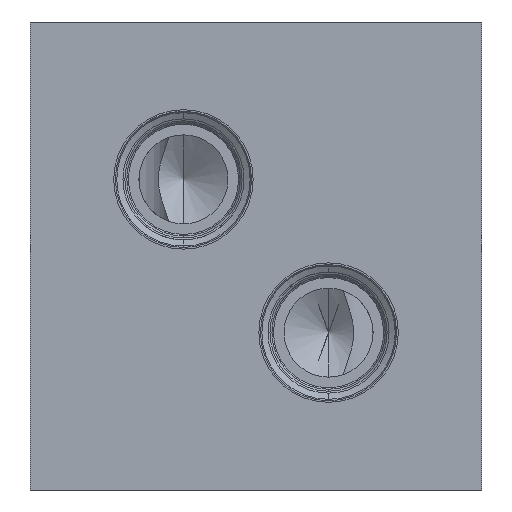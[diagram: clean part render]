
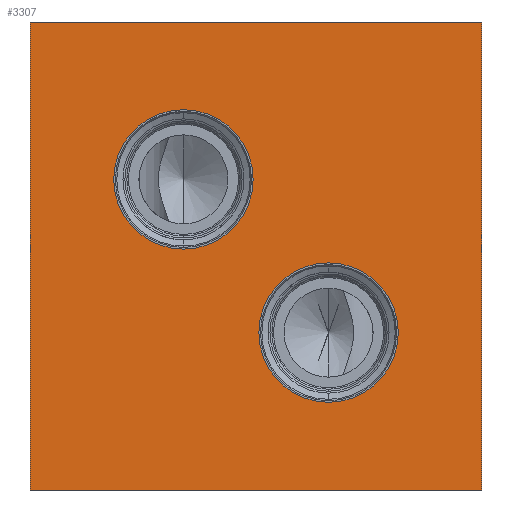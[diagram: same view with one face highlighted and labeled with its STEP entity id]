
A CAD part, front view. The second image highlights one B-rep face of the part: STEP entity #3307.
In plain terms, the highlighted planar face has unit normal (0, -1, 0).
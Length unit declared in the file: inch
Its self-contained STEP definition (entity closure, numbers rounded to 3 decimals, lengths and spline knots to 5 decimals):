
#5=DIRECTION('',(1.,0.,0.));
#6=VECTOR('',#5,3.5);
#7=CARTESIAN_POINT('',(0.,-3.5,0.));
#8=LINE('',#7,#6);
#95=DIRECTION('',(0.,0.,1.));
#96=VECTOR('',#95,3.625);
#97=CARTESIAN_POINT('',(3.5,-3.5,0.));
#98=LINE('',#97,#96);
#119=DIRECTION('',(0.,0.,1.));
#120=VECTOR('',#119,3.625);
#121=CARTESIAN_POINT('',(0.,-3.5,0.));
#122=LINE('',#121,#120);
#123=CARTESIAN_POINT('',(1.188,-3.5,2.406));
#124=DIRECTION('',(0.,1.,0.));
#125=DIRECTION('',(0.,0.,-1.));
#126=AXIS2_PLACEMENT_3D('',#123,#124,#125);
#128=CARTESIAN_POINT('',(1.188,-3.5,2.406));
#129=DIRECTION('',(0.,1.,0.));
#130=DIRECTION('',(0.,0.,1.));
#131=AXIS2_PLACEMENT_3D('',#128,#129,#130);
#133=CARTESIAN_POINT('',(2.312,-3.5,1.219));
#134=DIRECTION('',(0.,1.,0.));
#135=DIRECTION('',(0.,0.,-1.));
#136=AXIS2_PLACEMENT_3D('',#133,#134,#135);
#138=CARTESIAN_POINT('',(2.312,-3.5,1.219));
#139=DIRECTION('',(0.,1.,0.));
#140=DIRECTION('',(0.,0.,1.));
#141=AXIS2_PLACEMENT_3D('',#138,#139,#140);
#155=DIRECTION('',(1.,0.,0.));
#156=VECTOR('',#155,3.5);
#157=CARTESIAN_POINT('',(0.,-3.5,3.625));
#158=LINE('',#157,#156);
#2745=CARTESIAN_POINT('',(0.,-3.5,0.));
#2747=VERTEX_POINT('',#2745);
#2748=CARTESIAN_POINT('',(3.5,-3.5,0.));
#2749=VERTEX_POINT('',#2748);
#2753=CARTESIAN_POINT('',(0.,-3.5,3.625));
#2755=VERTEX_POINT('',#2753);
#2756=CARTESIAN_POINT('',(3.5,-3.5,3.625));
#2757=VERTEX_POINT('',#2756);
#2948=CARTESIAN_POINT('',(1.188,-3.5,1.866));
#2949=CARTESIAN_POINT('',(1.188,-3.5,2.946));
#2950=VERTEX_POINT('',#2948);
#2951=VERTEX_POINT('',#2949);
#3016=CARTESIAN_POINT('',(2.312,-3.5,0.679));
#3017=CARTESIAN_POINT('',(2.312,-3.5,1.759));
#3018=VERTEX_POINT('',#3016);
#3019=VERTEX_POINT('',#3017);
#3283=CARTESIAN_POINT('',(0.,-3.5,0.));
#3284=DIRECTION('',(0.,-1.,0.));
#3285=DIRECTION('',(1.,0.,0.));
#3286=AXIS2_PLACEMENT_3D('',#3283,#3284,#3285);
#3287=PLANE('',#3286);
#3288=ORIENTED_EDGE('',*,*,#3177,.F.);
#3289=ORIENTED_EDGE('',*,*,#3208,.T.);
#3291=ORIENTED_EDGE('',*,*,#3290,.T.);
#3292=ORIENTED_EDGE('',*,*,#3263,.F.);
#3293=EDGE_LOOP('',(#3288,#3289,#3291,#3292));
#3294=FACE_OUTER_BOUND('',#3293,.F.);
#3296=ORIENTED_EDGE('',*,*,#3295,.F.);
#3298=ORIENTED_EDGE('',*,*,#3297,.F.);
#3299=EDGE_LOOP('',(#3296,#3298));
#3300=FACE_BOUND('',#3299,.F.);
#3302=ORIENTED_EDGE('',*,*,#3301,.F.);
#3304=ORIENTED_EDGE('',*,*,#3303,.F.);
#3305=EDGE_LOOP('',(#3302,#3304));
#3306=FACE_BOUND('',#3305,.F.);
#3307=ADVANCED_FACE('',(#3294,#3300,#3306),#3287,.T.);
#127=CIRCLE('',#126,0.54);
#132=CIRCLE('',#131,0.54);
#137=CIRCLE('',#136,0.54);
#142=CIRCLE('',#141,0.54);
#3177=EDGE_CURVE('',#2747,#2749,#8,.T.);
#3208=EDGE_CURVE('',#2747,#2755,#122,.T.);
#3263=EDGE_CURVE('',#2749,#2757,#98,.T.);
#3290=EDGE_CURVE('',#2755,#2757,#158,.T.);
#3295=EDGE_CURVE('',#2950,#2951,#127,.T.);
#3297=EDGE_CURVE('',#2951,#2950,#132,.T.);
#3301=EDGE_CURVE('',#3018,#3019,#137,.T.);
#3303=EDGE_CURVE('',#3019,#3018,#142,.T.);
